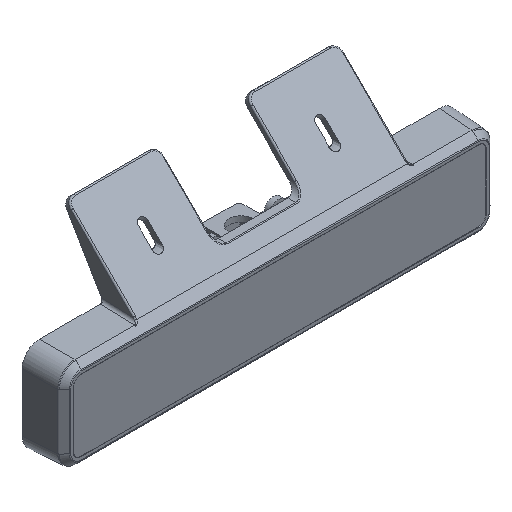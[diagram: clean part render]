
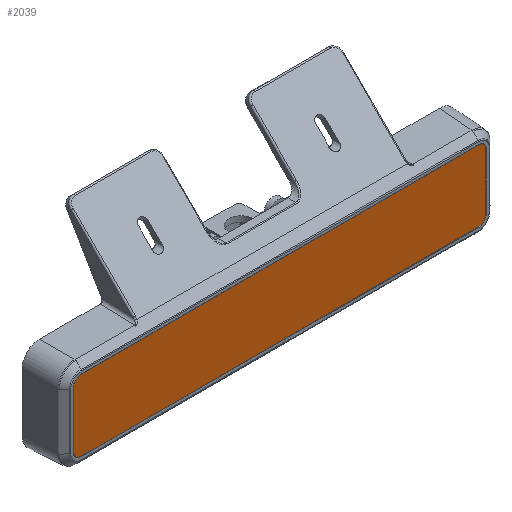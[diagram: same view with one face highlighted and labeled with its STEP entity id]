
A CAD part, isometric view. The second image highlights one B-rep face of the part: STEP entity #2039.
In plain terms, the highlighted planar face has unit normal (0, -1, 0).
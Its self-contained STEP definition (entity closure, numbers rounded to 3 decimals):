
#1534=FACE_OUTER_BOUND('',#3632,.T.);
#2039=ADVANCED_FACE('',(#1534),#2593,.T.);
#2593=PLANE('',#11762);
#2999=CIRCLE('',#11752,2.4);
#3000=CIRCLE('',#11755,2.4);
#3001=CIRCLE('',#11760,2.5);
#3002=CIRCLE('',#11761,2.5);
#3632=EDGE_LOOP('',(#5034,#5035,#5036,#5037,#5038,#5039,#5040,#5041));
#5034=ORIENTED_EDGE('',*,*,#8466,.T.);
#5035=ORIENTED_EDGE('',*,*,#8470,.T.);
#5036=ORIENTED_EDGE('',*,*,#8468,.T.);
#5037=ORIENTED_EDGE('',*,*,#8458,.T.);
#5038=ORIENTED_EDGE('',*,*,#8460,.T.);
#5039=ORIENTED_EDGE('',*,*,#8462,.T.);
#5040=ORIENTED_EDGE('',*,*,#8464,.T.);
#5041=ORIENTED_EDGE('',*,*,#8471,.T.);
#7336=VERTEX_POINT('',#16207);
#7337=VERTEX_POINT('',#16209);
#7338=VERTEX_POINT('',#16213);
#7339=VERTEX_POINT('',#16217);
#7340=VERTEX_POINT('',#16221);
#7341=VERTEX_POINT('',#16225);
#7342=VERTEX_POINT('',#16227);
#7343=VERTEX_POINT('',#16231);
#8458=EDGE_CURVE('',#7336,#7337,#2999,.T.);
#8460=EDGE_CURVE('',#7337,#7338,#9845,.T.);
#8462=EDGE_CURVE('',#7338,#7339,#3000,.T.);
#8464=EDGE_CURVE('',#7339,#7340,#9848,.T.);
#8466=EDGE_CURVE('',#7342,#7341,#9850,.T.);
#8468=EDGE_CURVE('',#7343,#7336,#9852,.T.);
#8470=EDGE_CURVE('',#7341,#7343,#3001,.T.);
#8471=EDGE_CURVE('',#7340,#7342,#3002,.T.);
#9845=LINE('',#16214,#10875);
#9848=LINE('',#16222,#10878);
#9850=LINE('',#16226,#10880);
#9852=LINE('',#16230,#10882);
#10875=VECTOR('',#13281,1.);
#10878=VECTOR('',#13290,1.);
#10880=VECTOR('',#13294,1.);
#10882=VECTOR('',#13298,1.);
#11752=AXIS2_PLACEMENT_3D('',#16210,#13276,#13277);
#11755=AXIS2_PLACEMENT_3D('',#16218,#13285,#13286);
#11760=AXIS2_PLACEMENT_3D('',#16234,#13302,#13303);
#11761=AXIS2_PLACEMENT_3D('',#16235,#13304,#13305);
#11762=AXIS2_PLACEMENT_3D('',#16236,#13306,#13307);
#13276=DIRECTION('',(0.,-1.,0.));
#13277=DIRECTION('',(0.,0.,-1.));
#13281=DIRECTION('',(-1.,0.,0.));
#13285=DIRECTION('',(0.,-1.,0.));
#13286=DIRECTION('',(0.,0.,-1.));
#13290=DIRECTION('',(0.,0.,-1.));
#13294=DIRECTION('',(1.,0.,0.));
#13298=DIRECTION('',(0.,0.,1.));
#13302=DIRECTION('',(0.,-1.,0.));
#13303=DIRECTION('',(0.,0.,-1.));
#13304=DIRECTION('',(0.,-1.,0.));
#13305=DIRECTION('',(0.,0.,-1.));
#13306=DIRECTION('',(0.,-1.,0.));
#13307=DIRECTION('',(0.,0.,-1.));
#16207=CARTESIAN_POINT('',(71.101,0.05,-1.5));
#16209=CARTESIAN_POINT('',(68.701,0.05,0.9));
#16210=CARTESIAN_POINT('',(68.701,0.05,-1.5));
#16213=CARTESIAN_POINT('',(-68.701,0.05,0.9));
#16214=CARTESIAN_POINT('',(0.,0.05,0.9));
#16217=CARTESIAN_POINT('',(-71.101,0.05,-1.5));
#16218=CARTESIAN_POINT('',(-68.701,0.05,-1.5));
#16221=CARTESIAN_POINT('',(-71.101,0.05,-21.022));
#16222=CARTESIAN_POINT('',(-71.101,0.05,1.));
#16225=CARTESIAN_POINT('',(68.601,0.05,-23.522));
#16226=CARTESIAN_POINT('',(0.,0.05,-23.522));
#16227=CARTESIAN_POINT('',(-68.601,0.05,-23.522));
#16230=CARTESIAN_POINT('',(71.101,0.05,1.));
#16231=CARTESIAN_POINT('',(71.101,0.05,-21.022));
#16234=CARTESIAN_POINT('',(68.601,0.05,-21.022));
#16235=CARTESIAN_POINT('',(-68.601,0.05,-21.022));
#16236=CARTESIAN_POINT('',(0.,0.05,3.275));
